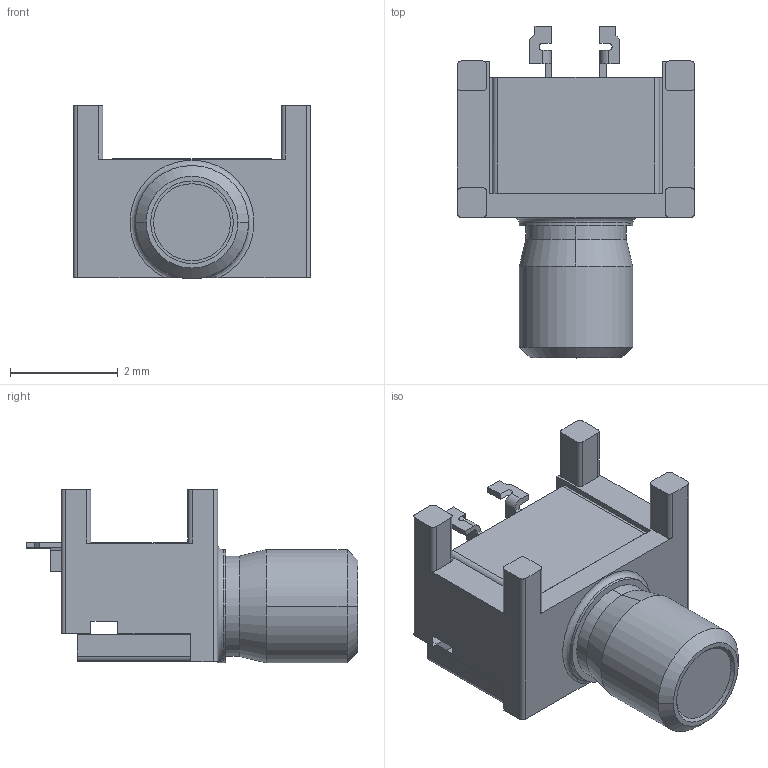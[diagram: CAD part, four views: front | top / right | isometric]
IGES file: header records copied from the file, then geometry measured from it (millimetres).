
Start section:  PTC IGES file: 902-9046.igs
Global section: file name: 902-9046.igs; native system: Pro/ENGINEER by Parametric Technology Corporation; preprocessor: 2008010; author: Administrator; organization: Unknown; date: 20091026.162332; units: millimetre
Bounding box: 4.4 x 6.15 x 3.22 mm (x, y, z)
Surface area: 88.9 mm2 (no closed solid volume)
Topology: 0 solids, 0 shells, 91 faces, 538 edges, 538 vertices
Faces by surface type: bspline 58, revolution 33
